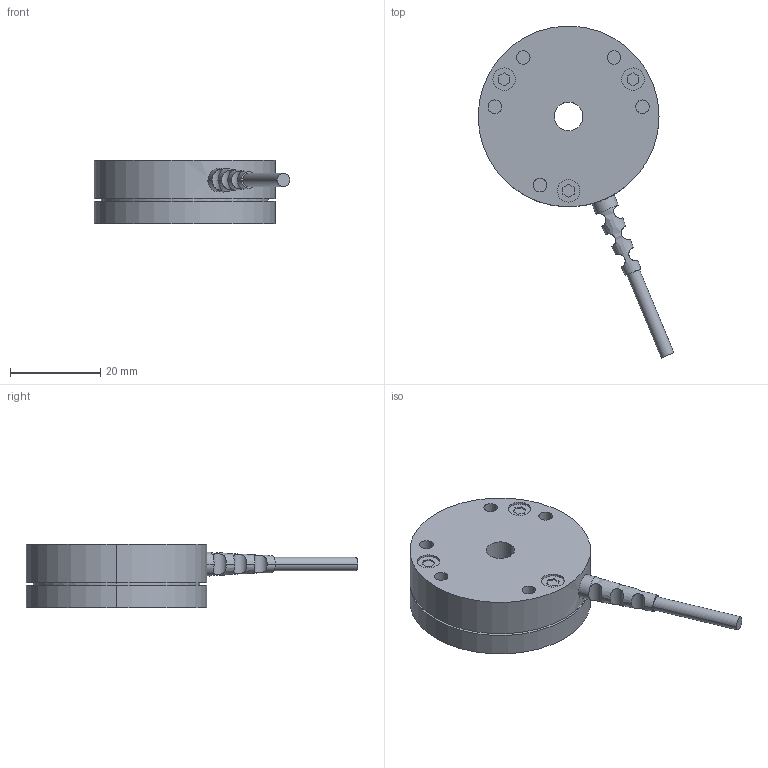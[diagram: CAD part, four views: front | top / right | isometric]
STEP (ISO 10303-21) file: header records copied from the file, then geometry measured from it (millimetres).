
FILE_DESCRIPTION (( 'STEP AP214' ), '1' );
FILE_NAME ('Ati Mini40.STEP', '2023-09-06T20:23:48', ( '' ), ( '' ), 'SwSTEP 2.0', 'SolidWorks 2022', '' );
FILE_SCHEMA (( 'AUTOMOTIVE_DESIGN' ));
Length unit declared in the file: millimetre
Products named in the file (1): Ati Mini40
Bounding box: 43.38 x 73.61 x 14 mm (x, y, z)
Volume: 17068.6 mm3; surface area: 5855.6 mm2
Topology: 1 solids, 1 shells, 119 faces, 281 edges, 186 vertices
Faces by surface type: plane 64, cylinder 53, cone 2
Entity records: 4244 total; most frequent: CARTESIAN_POINT 1075, DIRECTION 593, ORIENTED_EDGE 562, EDGE_CURVE 281, AXIS2_PLACEMENT_3D 216, VERTEX_POINT 186, VECTOR 161, LINE 161
